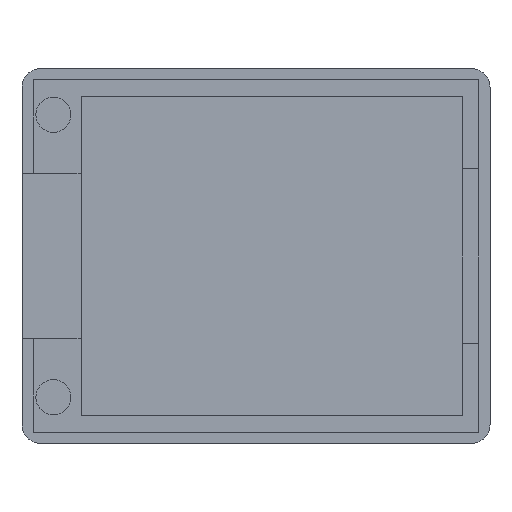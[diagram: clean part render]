
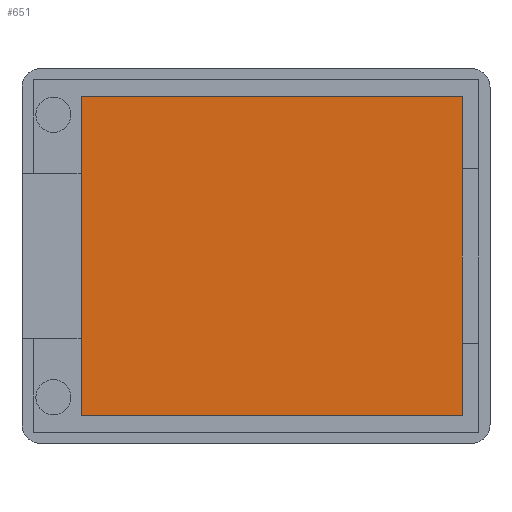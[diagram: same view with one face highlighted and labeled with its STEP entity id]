
A CAD part, front view. The second image highlights one B-rep face of the part: STEP entity #651.
In plain terms, the highlighted planar face has unit normal (0, -1, 0).
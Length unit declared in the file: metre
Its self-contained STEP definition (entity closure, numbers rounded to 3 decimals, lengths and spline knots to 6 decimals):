
#71=LINE('',#1037,#151);
#72=LINE('',#1040,#152);
#73=LINE('',#1042,#153);
#74=LINE('',#1044,#154);
#151=VECTOR('',#839,1.);
#152=VECTOR('',#840,1.);
#153=VECTOR('',#841,1.);
#154=VECTOR('',#842,1.);
#263=ORIENTED_EDGE('',*,*,#426,.F.);
#264=ORIENTED_EDGE('',*,*,#427,.T.);
#265=ORIENTED_EDGE('',*,*,#428,.T.);
#266=ORIENTED_EDGE('',*,*,#429,.F.);
#426=EDGE_CURVE('',#503,#504,#71,.T.);
#427=EDGE_CURVE('',#503,#505,#72,.T.);
#428=EDGE_CURVE('',#505,#506,#73,.T.);
#429=EDGE_CURVE('',#504,#506,#74,.T.);
#503=VERTEX_POINT('',#1038);
#504=VERTEX_POINT('',#1039);
#505=VERTEX_POINT('',#1041);
#506=VERTEX_POINT('',#1043);
#544=EDGE_LOOP('',(#263,#264,#265,#266));
#584=FACE_BOUND('',#544,.T.);
#622=PLANE('',#710);
#651=ADVANCED_FACE('',(#584),#622,.T.);
#710=AXIS2_PLACEMENT_3D('',#1036,#837,#838);
#837=DIRECTION('',(0.,-1.,0.));
#838=DIRECTION('',(1.,0.,0.));
#839=DIRECTION('',(1.,0.,0.));
#840=DIRECTION('',(0.,0.,-1.));
#841=DIRECTION('',(1.,0.,0.));
#842=DIRECTION('',(0.,0.,-1.));
#1036=CARTESIAN_POINT('',(0.012675,0.,0.01015));
#1037=CARTESIAN_POINT('',(0.013525,0.,0.0188));
#1038=CARTESIAN_POINT('',(0.0032,0.,0.0188));
#1039=CARTESIAN_POINT('',(0.02385,0.,0.0188));
#1040=CARTESIAN_POINT('',(0.0032,0.,0.00295));
#1041=CARTESIAN_POINT('',(0.0032,0.,0.0015));
#1042=CARTESIAN_POINT('',(0.013525,0.,0.0015));
#1043=CARTESIAN_POINT('',(0.02385,0.,0.0015));
#1044=CARTESIAN_POINT('',(0.02385,0.,0.016781));
